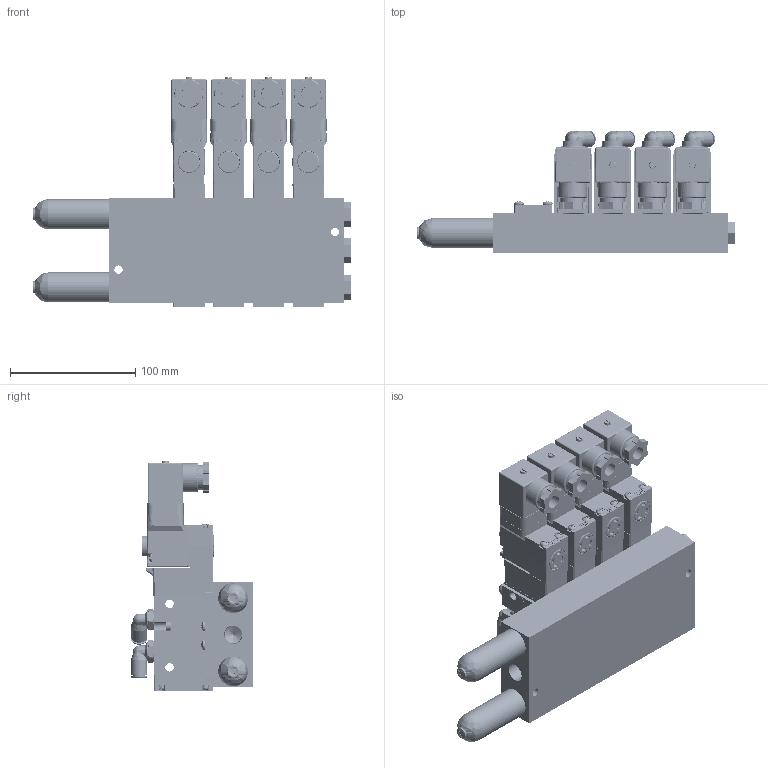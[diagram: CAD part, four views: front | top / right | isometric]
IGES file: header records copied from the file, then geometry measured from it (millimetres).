
Start section:  PTC IGES file: ilcp7101214.igs
Global section: file name: ilcp7101214.igs; native system: Creo Parametric by PTC Inc.; preprocessor: 2021164; author: BCoats; organization: Unknown; date: 20240221.075343; units: inch
Bounding box: 253.94 x 97.46 x 184.1 mm (x, y, z)
Surface area: 226904.6 mm2 (no closed solid volume)
Topology: 0 solids, 0 shells, 5442 faces, 29018 edges, 28964 vertices
Faces by surface type: bspline 3068, revolution 1806, extrusion 568
